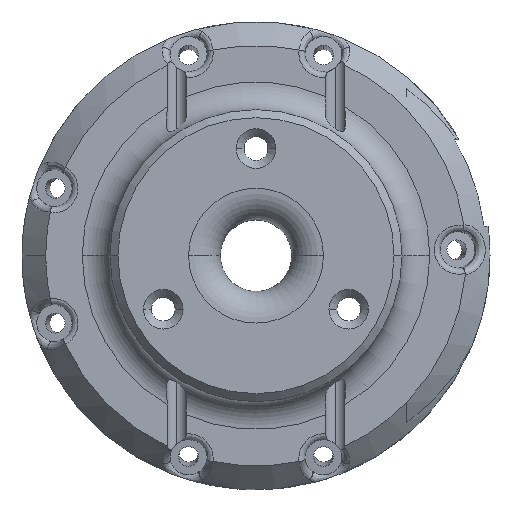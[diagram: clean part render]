
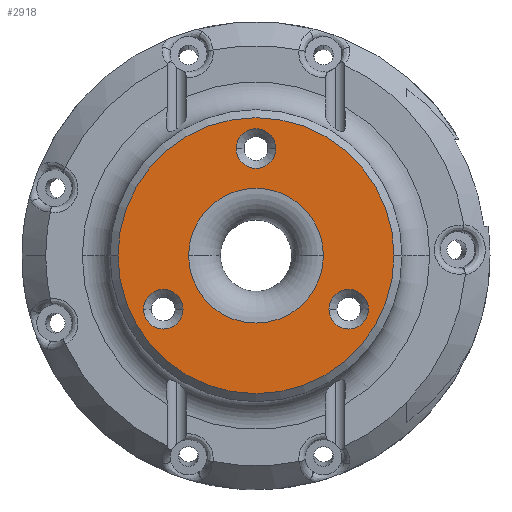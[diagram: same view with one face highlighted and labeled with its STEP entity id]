
A CAD part, top view. The second image highlights one B-rep face of the part: STEP entity #2918.
In plain terms, the highlighted planar face has unit normal (0, 0, 1).
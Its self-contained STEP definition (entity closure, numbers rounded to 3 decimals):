
#19 = DIRECTION ( 'NONE',  ( 1., 0., 0. ) ) ;
#24 = CARTESIAN_POINT ( 'NONE',  ( 0., 0., 11.25 ) ) ;
#101 = AXIS2_PLACEMENT_3D ( 'NONE', #1652, #1806, #4544 ) ;
#114 = AXIS2_PLACEMENT_3D ( 'NONE', #1145, #119, #619 ) ;
#119 = DIRECTION ( 'NONE',  ( 0., 0., 1. ) ) ;
#175 = EDGE_CURVE ( 'NONE', #4655, #3610, #6382, .T. ) ;
#201 = DIRECTION ( 'NONE',  ( 1., 0., 0. ) ) ;
#313 = AXIS2_PLACEMENT_3D ( 'NONE', #5241, #2269, #1708 ) ;
#322 = AXIS2_PLACEMENT_3D ( 'NONE', #1540, #2359, #2323 ) ;
#346 = CARTESIAN_POINT ( 'NONE',  ( 14.191, -6.75, 11.25 ) ) ;
#408 = CARTESIAN_POINT ( 'NONE',  ( -14.191, -6.75, 11.25 ) ) ;
#619 = DIRECTION ( 'NONE',  ( 1., 0., 0. ) ) ;
#645 = EDGE_LOOP ( 'NONE', ( #5096, #5993 ) ) ;
#832 = AXIS2_PLACEMENT_3D ( 'NONE', #1719, #1075, #3403 ) ;
#949 = FACE_BOUND ( 'NONE', #1653, .T. ) ;
#986 = EDGE_CURVE ( 'NONE', #6660, #1103, #6020, .T. ) ;
#991 = AXIS2_PLACEMENT_3D ( 'NONE', #4721, #5951, #7032 ) ;
#1065 = EDGE_LOOP ( 'NONE', ( #5124, #1632 ) ) ;
#1075 = DIRECTION ( 'NONE',  ( 0., 0., -1. ) ) ;
#1103 = VERTEX_POINT ( 'NONE', #7237 ) ;
#1145 = CARTESIAN_POINT ( 'NONE',  ( 0., 0., 11.25 ) ) ;
#1242 = CIRCLE ( 'NONE', #1846, 2.5 ) ;
#1361 = CARTESIAN_POINT ( 'NONE',  ( 0., 0., 11.25 ) ) ;
#1363 = EDGE_CURVE ( 'NONE', #6573, #3521, #5793, .T. ) ;
#1423 = ORIENTED_EDGE ( 'NONE', *, *, #1363, .T. ) ;
#1466 = CIRCLE ( 'NONE', #3902, 8.5 ) ;
#1497 = EDGE_LOOP ( 'NONE', ( #1423, #3758 ) ) ;
#1512 = FACE_BOUND ( 'NONE', #1065, .T. ) ;
#1540 = CARTESIAN_POINT ( 'NONE',  ( 0., 0., 11.25 ) ) ;
#1596 = AXIS2_PLACEMENT_3D ( 'NONE', #3879, #5829, #5796 ) ;
#1632 = ORIENTED_EDGE ( 'NONE', *, *, #175, .T. ) ;
#1652 = CARTESIAN_POINT ( 'NONE',  ( 11.691, -6.75, 11.25 ) ) ;
#1653 = EDGE_LOOP ( 'NONE', ( #5441, #2567 ) ) ;
#1708 = DIRECTION ( 'NONE',  ( 1., 0., 0. ) ) ;
#1719 = CARTESIAN_POINT ( 'NONE',  ( 0., 13.5, 11.25 ) ) ;
#1806 = DIRECTION ( 'NONE',  ( 0., 0., -1. ) ) ;
#1836 = VERTEX_POINT ( 'NONE', #2372 ) ;
#1846 = AXIS2_PLACEMENT_3D ( 'NONE', #6417, #5274, #4642 ) ;
#2113 = CIRCLE ( 'NONE', #6726, 17.4 ) ;
#2269 = DIRECTION ( 'NONE',  ( 0., 0., -1. ) ) ;
#2323 = DIRECTION ( 'NONE',  ( 1., 0., 0. ) ) ;
#2326 = DIRECTION ( 'NONE',  ( 0., 0., -1. ) ) ;
#2335 = EDGE_CURVE ( 'NONE', #3081, #1836, #1466, .T. ) ;
#2359 = DIRECTION ( 'NONE',  ( 0., 0., -1. ) ) ;
#2372 = CARTESIAN_POINT ( 'NONE',  ( 8.5, 0., 11.25 ) ) ;
#2567 = ORIENTED_EDGE ( 'NONE', *, *, #986, .T. ) ;
#2624 = EDGE_CURVE ( 'NONE', #3745, #3823, #2113, .T. ) ;
#2816 = CIRCLE ( 'NONE', #991, 17.4 ) ;
#2918 = ADVANCED_FACE ( 'NONE', ( #5724, #7467, #1512, #949, #6416 ), #6377, .T. ) ;
#3081 = VERTEX_POINT ( 'NONE', #4313 ) ;
#3396 = EDGE_CURVE ( 'NONE', #3521, #6573, #4254, .T. ) ;
#3401 = CARTESIAN_POINT ( 'NONE',  ( -2.5, 13.5, 11.25 ) ) ;
#3403 = DIRECTION ( 'NONE',  ( 1., 0., 0. ) ) ;
#3521 = VERTEX_POINT ( 'NONE', #3775 ) ;
#3610 = VERTEX_POINT ( 'NONE', #7211 ) ;
#3626 = EDGE_LOOP ( 'NONE', ( #5296, #6079 ) ) ;
#3690 = DIRECTION ( 'NONE',  ( 0., 0., 1. ) ) ;
#3745 = VERTEX_POINT ( 'NONE', #4494 ) ;
#3758 = ORIENTED_EDGE ( 'NONE', *, *, #3396, .T. ) ;
#3775 = CARTESIAN_POINT ( 'NONE',  ( 9.191, -6.75, 11.25 ) ) ;
#3823 = VERTEX_POINT ( 'NONE', #4116 ) ;
#3879 = CARTESIAN_POINT ( 'NONE',  ( 11.691, -6.75, 11.25 ) ) ;
#3902 = AXIS2_PLACEMENT_3D ( 'NONE', #24, #2326, #201 ) ;
#4047 = CARTESIAN_POINT ( 'NONE',  ( -11.691, -6.75, 11.25 ) ) ;
#4116 = CARTESIAN_POINT ( 'NONE',  ( 17.4, 0., 11.25 ) ) ;
#4201 = EDGE_CURVE ( 'NONE', #1103, #6660, #1242, .T. ) ;
#4254 = CIRCLE ( 'NONE', #1596, 2.5 ) ;
#4313 = CARTESIAN_POINT ( 'NONE',  ( -8.5, 0., 11.25 ) ) ;
#4494 = CARTESIAN_POINT ( 'NONE',  ( -17.4, 0., 11.25 ) ) ;
#4544 = DIRECTION ( 'NONE',  ( 1., 0., 0. ) ) ;
#4642 = DIRECTION ( 'NONE',  ( 1., 0., 0. ) ) ;
#4655 = VERTEX_POINT ( 'NONE', #408 ) ;
#4721 = CARTESIAN_POINT ( 'NONE',  ( 0., 0., 11.25 ) ) ;
#4969 = DIRECTION ( 'NONE',  ( 1., 0., 0. ) ) ;
#5052 = CIRCLE ( 'NONE', #322, 8.5 ) ;
#5096 = ORIENTED_EDGE ( 'NONE', *, *, #7217, .T. ) ;
#5124 = ORIENTED_EDGE ( 'NONE', *, *, #6380, .T. ) ;
#5216 = DIRECTION ( 'NONE',  ( 0., 0., -1. ) ) ;
#5241 = CARTESIAN_POINT ( 'NONE',  ( -11.691, -6.75, 11.25 ) ) ;
#5274 = DIRECTION ( 'NONE',  ( 0., 0., -1. ) ) ;
#5296 = ORIENTED_EDGE ( 'NONE', *, *, #2624, .T. ) ;
#5441 = ORIENTED_EDGE ( 'NONE', *, *, #4201, .T. ) ;
#5662 = CIRCLE ( 'NONE', #7127, 2.5 ) ;
#5724 = FACE_OUTER_BOUND ( 'NONE', #3626, .T. ) ;
#5793 = CIRCLE ( 'NONE', #101, 2.5 ) ;
#5796 = DIRECTION ( 'NONE',  ( 1., 0., 0. ) ) ;
#5829 = DIRECTION ( 'NONE',  ( 0., 0., -1. ) ) ;
#5951 = DIRECTION ( 'NONE',  ( 0., 0., 1. ) ) ;
#5993 = ORIENTED_EDGE ( 'NONE', *, *, #2335, .T. ) ;
#6020 = CIRCLE ( 'NONE', #832, 2.5 ) ;
#6079 = ORIENTED_EDGE ( 'NONE', *, *, #7436, .T. ) ;
#6377 = PLANE ( 'NONE',  #114 ) ;
#6380 = EDGE_CURVE ( 'NONE', #3610, #4655, #5662, .T. ) ;
#6382 = CIRCLE ( 'NONE', #313, 2.5 ) ;
#6416 = FACE_BOUND ( 'NONE', #645, .T. ) ;
#6417 = CARTESIAN_POINT ( 'NONE',  ( 0., 13.5, 11.25 ) ) ;
#6573 = VERTEX_POINT ( 'NONE', #346 ) ;
#6660 = VERTEX_POINT ( 'NONE', #3401 ) ;
#6726 = AXIS2_PLACEMENT_3D ( 'NONE', #1361, #3690, #4969 ) ;
#7032 = DIRECTION ( 'NONE',  ( 1., 0., 0. ) ) ;
#7127 = AXIS2_PLACEMENT_3D ( 'NONE', #4047, #5216, #19 ) ;
#7211 = CARTESIAN_POINT ( 'NONE',  ( -9.191, -6.75, 11.25 ) ) ;
#7217 = EDGE_CURVE ( 'NONE', #1836, #3081, #5052, .T. ) ;
#7237 = CARTESIAN_POINT ( 'NONE',  ( 2.5, 13.5, 11.25 ) ) ;
#7436 = EDGE_CURVE ( 'NONE', #3823, #3745, #2816, .T. ) ;
#7467 = FACE_BOUND ( 'NONE', #1497, .T. ) ;
